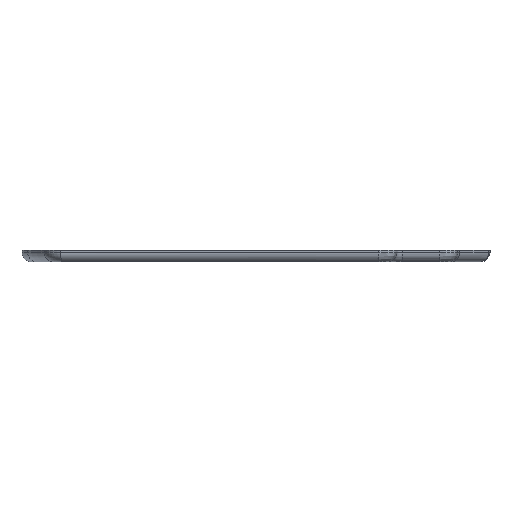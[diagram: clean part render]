
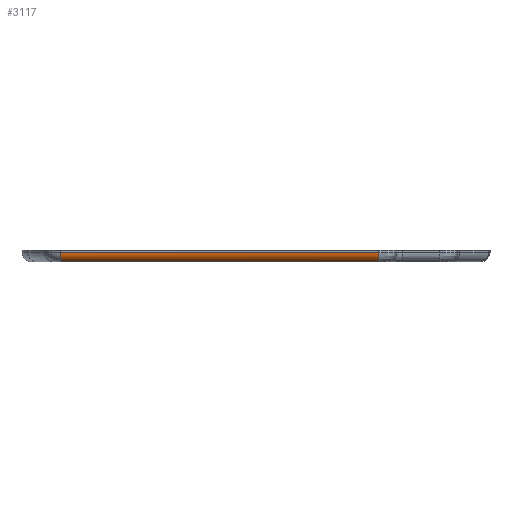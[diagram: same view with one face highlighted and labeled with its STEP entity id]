
A CAD part, left-side view. The second image highlights one B-rep face of the part: STEP entity #3117.
In plain terms, the highlighted cylindrical face has radius 2 mm (diameter 4 mm), a partial arc.
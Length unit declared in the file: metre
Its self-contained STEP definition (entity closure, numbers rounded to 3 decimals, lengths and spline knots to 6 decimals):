
#35=B_SPLINE_CURVE_WITH_KNOTS('',3,(#4722,#4723,#4724,#4725,#4726,#4727,
#4728,#4729,#4730,#4731,#4732,#4733,#4734,#4735),.UNSPECIFIED.,.F.,.F.,
(4,2,2,2,2,2,4),(-0.316847,-0.316033,-0.274861,
-0.233768,-0.155237,-0.077451,0.),
 .UNSPECIFIED.);
#43=CYLINDRICAL_SURFACE('',#3335,0.002);
#206=LINE('',#4810,#605);
#207=LINE('',#4811,#606);
#605=VECTOR('',#3751,0.01);
#606=VECTOR('',#3752,0.01);
#896=FACE_OUTER_BOUND('',#1068,.T.);
#1068=EDGE_LOOP('',(#2234,#2235,#2236,#2237));
#1259=CIRCLE('',#3332,0.002);
#1420=VERTEX_POINT('',#4718);
#1422=VERTEX_POINT('',#4721);
#1436=VERTEX_POINT('',#4804);
#1437=VERTEX_POINT('',#4805);
#1728=EDGE_CURVE('',#1420,#1422,#35,.T.);
#1753=EDGE_CURVE('',#1436,#1437,#1259,.T.);
#1756=EDGE_CURVE('',#1422,#1437,#206,.T.);
#1757=EDGE_CURVE('',#1436,#1420,#207,.T.);
#2234=ORIENTED_EDGE('',*,*,#1756,.F.);
#2235=ORIENTED_EDGE('',*,*,#1728,.F.);
#2236=ORIENTED_EDGE('',*,*,#1757,.F.);
#2237=ORIENTED_EDGE('',*,*,#1753,.T.);
#3117=ADVANCED_FACE('',(#896),#43,.T.);
#3332=AXIS2_PLACEMENT_3D('',#4806,#3743,#3744);
#3335=AXIS2_PLACEMENT_3D('',#4809,#3749,#3750);
#3743=DIRECTION('center_axis',(0.,1.,0.));
#3744=DIRECTION('ref_axis',(0.,0.,-1.));
#3749=DIRECTION('center_axis',(0.,-1.,0.));
#3750=DIRECTION('ref_axis',(-0.707,0.,-0.707));
#3751=DIRECTION('',(0.,-1.,0.));
#3752=DIRECTION('',(0.,1.,0.));
#4718=CARTESIAN_POINT('',(-0.07278,0.038707,-0.004));
#4721=CARTESIAN_POINT('',(-0.07478,0.039016,-0.002));
#4722=CARTESIAN_POINT('Ctrl Pts',(-0.07278,0.038707,
-0.004));
#4723=CARTESIAN_POINT('Ctrl Pts',(-0.072783,0.038708,
-0.004));
#4724=CARTESIAN_POINT('Ctrl Pts',(-0.072785,0.038708,
-0.004));
#4725=CARTESIAN_POINT('Ctrl Pts',(-0.072923,0.038733,
-0.003999));
#4726=CARTESIAN_POINT('Ctrl Pts',(-0.073058,0.038756,
-0.003985));
#4727=CARTESIAN_POINT('Ctrl Pts',(-0.073323,0.0388,
-0.00393));
#4728=CARTESIAN_POINT('Ctrl Pts',(-0.073453,0.038821,
-0.003888));
#4729=CARTESIAN_POINT('Ctrl Pts',(-0.073815,0.038877,
-0.003731));
#4730=CARTESIAN_POINT('Ctrl Pts',(-0.074031,0.03891,
-0.003582));
#4731=CARTESIAN_POINT('Ctrl Pts',(-0.074393,0.038962,
-0.003211));
#4732=CARTESIAN_POINT('Ctrl Pts',(-0.074536,0.038982,
-0.002993));
#4733=CARTESIAN_POINT('Ctrl Pts',(-0.07473,0.039009,
-0.002514));
#4734=CARTESIAN_POINT('Ctrl Pts',(-0.07478,0.039016,
-0.002258));
#4735=CARTESIAN_POINT('Ctrl Pts',(-0.07478,0.039016,
-0.002));
#4804=CARTESIAN_POINT('',(-0.07278,-0.029245,-0.004));
#4805=CARTESIAN_POINT('',(-0.07478,-0.029245,-0.002));
#4806=CARTESIAN_POINT('Origin',(-0.07278,-0.029245,
-0.002));
#4809=CARTESIAN_POINT('Origin',(-0.07278,-0.016059,
-0.002));
#4810=CARTESIAN_POINT('',(-0.07478,-0.016059,-0.002));
#4811=CARTESIAN_POINT('',(-0.07278,-0.016059,-0.004));
